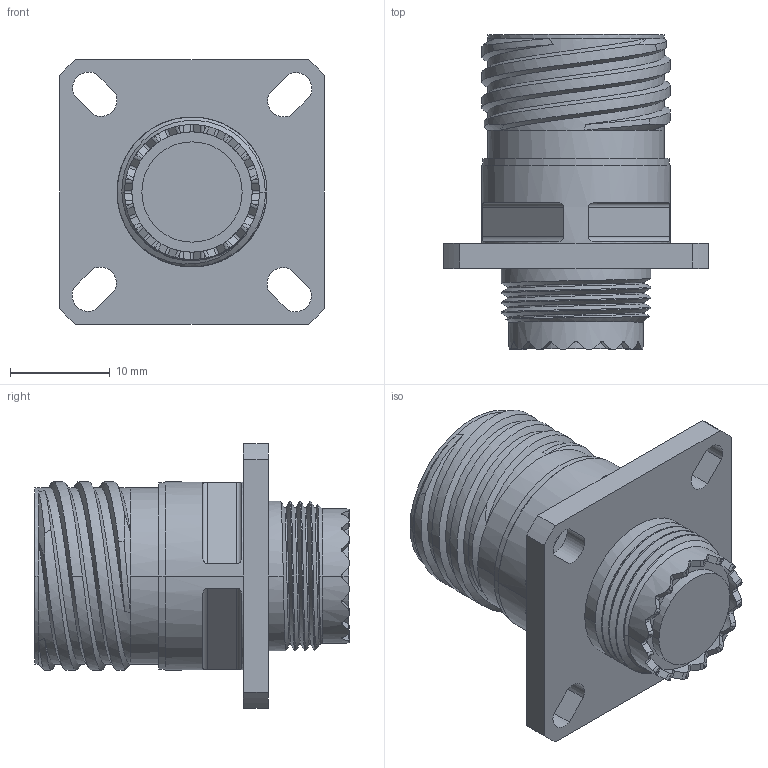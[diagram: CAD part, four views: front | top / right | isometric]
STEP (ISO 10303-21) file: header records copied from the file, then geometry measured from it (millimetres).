
FILE_DESCRIPTION((''),'2;1');
FILE_NAME('8D-07-11-20','2009-07-02T',('NizamudheenKC'),('FCI INTERCONNECT'),'PRO/ENGINEER BY PARAMETRIC TECHNOLOGY CORPORATION, 2005310','PRO/ENGINEER BY PARAMETRIC TECHNOLOGY CORPORATION, 2005310','');
FILE_SCHEMA(('CONFIG_CONTROL_DESIGN'));
Length unit declared in the file: millimetre
Products named in the file (1): 8D-07-11-20
Bounding box: 26.5 x 31.5 x 26.5 mm (x, y, z)
Volume: 7813.7 mm3; surface area: 3714.4 mm2
Topology: 1 solids, 1 shells, 211 faces, 582 edges, 383 vertices
Faces by surface type: cylinder 97, plane 84, bspline 21, cone 8, extrusion 1
Entity records: 10023 total; most frequent: CARTESIAN_POINT 5091, ORIENTED_EDGE 1164, DIRECTION 793, EDGE_CURVE 582, VERTEX_POINT 383, AXIS2_PLACEMENT_3D 292, B_SPLINE_CURVE_WITH_KNOTS 272, EDGE_LOOP 229
